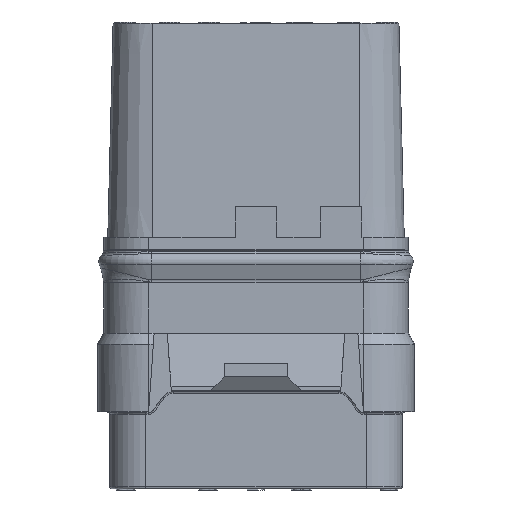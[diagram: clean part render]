
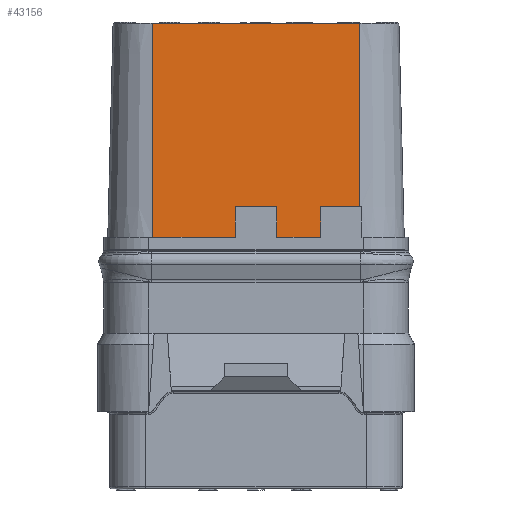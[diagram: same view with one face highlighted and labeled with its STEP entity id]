
A CAD part, front view. The second image highlights one B-rep face of the part: STEP entity #43156.
In plain terms, the highlighted planar face has unit normal (0, -1, 0.025).
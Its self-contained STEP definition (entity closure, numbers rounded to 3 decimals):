
#69=DIRECTION('',(-1.,0.,0.));
#70=VECTOR('',#69,3.925);
#71=CARTESIAN_POINT('',(-0.975,-6.,0.));
#72=LINE('',#71,#70);
#77=DIRECTION('',(0.,0.025,1.));
#78=VECTOR('',#77,1.45);
#79=CARTESIAN_POINT('',(0.975,-6.,0.));
#80=LINE('',#79,#78);
#81=DIRECTION('',(-1.,0.,0.));
#82=VECTOR('',#81,1.95);
#83=CARTESIAN_POINT('',(0.975,-5.964,1.45));
#84=LINE('',#83,#82);
#85=DIRECTION('',(0.,0.025,1.));
#86=VECTOR('',#85,1.45);
#87=CARTESIAN_POINT('',(-0.975,-6.,0.));
#88=LINE('',#87,#86);
#89=CARTESIAN_POINT('',(4.9,-5.964,1.45));
#90=CARTESIAN_POINT('',(4.9,-5.941,2.394));
#91=CARTESIAN_POINT('',(4.9,-5.894,4.294));
#92=CARTESIAN_POINT('',(4.9,-5.822,7.184));
#93=CARTESIAN_POINT('',(4.9,-5.774,9.137));
#94=CARTESIAN_POINT('',(4.9,-5.75,10.12));
#96=DIRECTION('',(-1.,0.,0.));
#97=VECTOR('',#96,1.85);
#98=CARTESIAN_POINT('',(4.9,-5.964,1.45));
#99=LINE('',#98,#97);
#100=DIRECTION('',(0.,0.025,1.));
#101=VECTOR('',#100,1.45);
#102=CARTESIAN_POINT('',(3.05,-6.,0.));
#103=LINE('',#102,#101);
#108=DIRECTION('',(-1.,0.,0.));
#109=VECTOR('',#108,2.075);
#110=CARTESIAN_POINT('',(3.05,-6.,0.));
#111=LINE('',#110,#109);
#9268=DIRECTION('',(-1.,0.,0.));
#9269=VECTOR('',#9268,9.801);
#9270=CARTESIAN_POINT('',(4.9,-5.75,10.12));
#9271=LINE('',#9270,#9269);
#11585=CARTESIAN_POINT('',(-4.9,-6.,0.));
#11586=CARTESIAN_POINT('',(-4.9,-5.973,
1.086));
#11587=CARTESIAN_POINT('',(-4.9,-5.919,
3.284));
#11588=CARTESIAN_POINT('',(-4.9,-5.836,
6.657));
#11589=CARTESIAN_POINT('',(-4.9,-5.779,
8.957));
#11590=CARTESIAN_POINT('',(-4.9,-5.75,10.12));
#34493=CARTESIAN_POINT('',(3.05,-6.,0.));
#34495=VERTEX_POINT('',#34493);
#34502=CARTESIAN_POINT('',(3.05,-5.964,1.45));
#34503=VERTEX_POINT('',#34502);
#34509=CARTESIAN_POINT('',(0.975,-6.,0.));
#34511=VERTEX_POINT('',#34509);
#34513=CARTESIAN_POINT('',(-0.975,-6.,0.));
#34515=VERTEX_POINT('',#34513);
#34516=CARTESIAN_POINT('',(0.975,-5.964,1.45));
#34517=VERTEX_POINT('',#34516);
#34518=CARTESIAN_POINT('',(-0.975,-5.964,1.45));
#34519=VERTEX_POINT('',#34518);
#34526=CARTESIAN_POINT('',(-4.9,-6.,
0.));
#34528=VERTEX_POINT('',#34526);
#34540=CARTESIAN_POINT('',(4.9,-5.75,10.12));
#34541=VERTEX_POINT('',#34540);
#34542=CARTESIAN_POINT('',(-4.9,-5.75,10.12));
#34543=VERTEX_POINT('',#34542);
#34550=CARTESIAN_POINT('',(4.9,-5.964,1.45));
#34551=VERTEX_POINT('',#34550);
#43131=CARTESIAN_POINT('',(0.,-5.875,5.06));
#43132=DIRECTION('',(0.,1.,-0.025));
#43133=DIRECTION('',(-1.,0.,0.));
#43134=AXIS2_PLACEMENT_3D('',#43131,#43132,#43133);
#43135=PLANE('',#43134);
#43137=ORIENTED_EDGE('',*,*,#43136,.T.);
#43139=ORIENTED_EDGE('',*,*,#43138,.T.);
#43140=ORIENTED_EDGE('',*,*,#43122,.F.);
#43141=ORIENTED_EDGE('',*,*,#43111,.T.);
#43143=ORIENTED_EDGE('',*,*,#43142,.T.);
#43145=ORIENTED_EDGE('',*,*,#43144,.F.);
#43147=ORIENTED_EDGE('',*,*,#43146,.F.);
#43149=ORIENTED_EDGE('',*,*,#43148,.T.);
#43151=ORIENTED_EDGE('',*,*,#43150,.F.);
#43153=ORIENTED_EDGE('',*,*,#43152,.T.);
#43154=EDGE_LOOP('',(#43137,#43139,#43140,#43141,#43143,#43145,#43147,#43149,
#43151,#43153));
#43155=FACE_OUTER_BOUND('',#43154,.F.);
#43156=ADVANCED_FACE('',(#43155),#43135,.F.);
#95=B_SPLINE_CURVE_WITH_KNOTS('',3,(#89,#90,#91,#92,#93,#94),.UNSPECIFIED.,.F.,
.F.,(4,1,1,4),(0.,0.333,0.667,1.),.UNSPECIFIED.);
#11591=B_SPLINE_CURVE_WITH_KNOTS('',3,(#11585,#11586,#11587,#11588,#11589,
#11590),.UNSPECIFIED.,.F.,.F.,(4,1,1,4),(0.,0.333,
0.667,1.),.UNSPECIFIED.);
#43111=EDGE_CURVE('',#34515,#34528,#72,.T.);
#43122=EDGE_CURVE('',#34515,#34519,#88,.T.);
#43136=EDGE_CURVE('',#34511,#34517,#80,.T.);
#43138=EDGE_CURVE('',#34517,#34519,#84,.T.);
#43142=EDGE_CURVE('',#34528,#34543,#11591,.T.);
#43144=EDGE_CURVE('',#34541,#34543,#9271,.T.);
#43146=EDGE_CURVE('',#34551,#34541,#95,.T.);
#43148=EDGE_CURVE('',#34551,#34503,#99,.T.);
#43150=EDGE_CURVE('',#34495,#34503,#103,.T.);
#43152=EDGE_CURVE('',#34495,#34511,#111,.T.);
